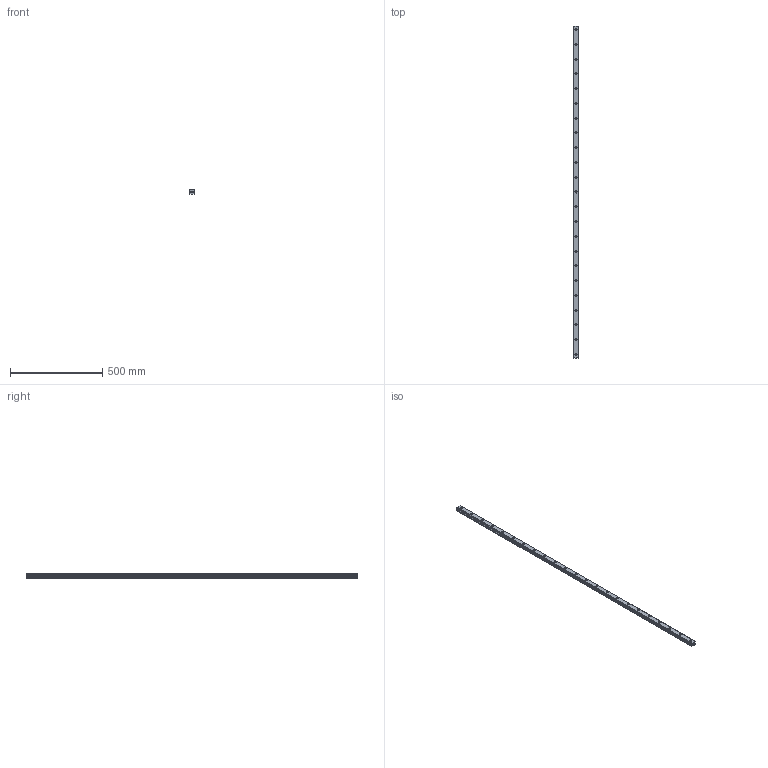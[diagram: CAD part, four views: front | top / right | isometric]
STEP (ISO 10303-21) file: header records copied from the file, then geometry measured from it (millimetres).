
FILE_DESCRIPTION(('STEP AP214'),'1');
FILE_NAME('cctmp_D29D966B-4A3A-4735-A876-C44EF73855A0_2021_02_10_12_11_31_0855..stp','2021-02-10T11:11:32',('HIWIN GmbH'),('CADClick - www.CADClick.com'),'Spatial InterOp 3D',' ','unknown authorization');
FILE_SCHEMA(('AUTOMOTIVE_DESIGN'));
Length unit declared in the file: millimetre
Products named in the file (1): EGR30R1800C_FILE
Bounding box: 28 x 1800 x 23 mm (x, y, z)
Volume: 1005688.6 mm3; surface area: 202889.8 mm2
Topology: 1 solids, 1 shells, 310 faces, 705 edges, 470 vertices
Faces by surface type: cylinder 156, plane 154
Entity records: 11325 total; most frequent: DIRECTION 1639, CARTESIAN_POINT 1486, ORIENTED_EDGE 1410, EDGE_CURVE 705, AXIS2_PLACEMENT_3D 623, VERTEX_POINT 470, LINE 393, VECTOR 393
